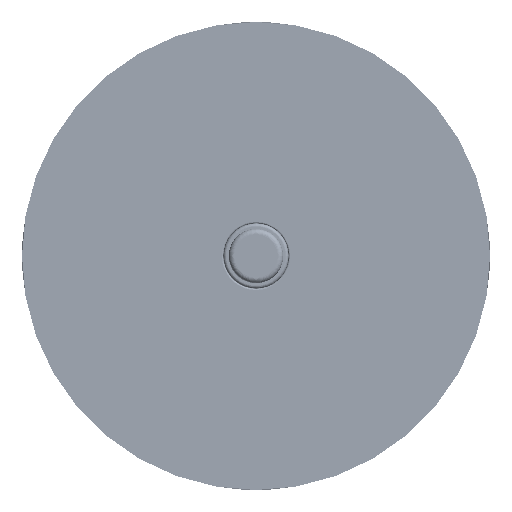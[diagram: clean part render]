
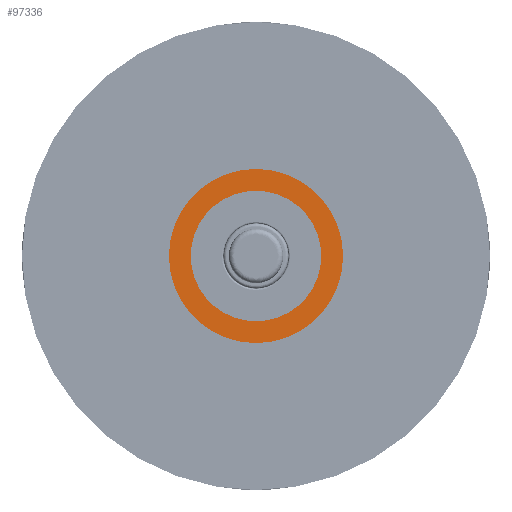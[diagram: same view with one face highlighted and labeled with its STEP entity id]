
A CAD part, left-side view. The second image highlights one B-rep face of the part: STEP entity #97336.
In plain terms, the highlighted planar face has unit normal (-1, 0, 0).
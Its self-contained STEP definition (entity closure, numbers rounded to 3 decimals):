
#871 = AXIS2_PLACEMENT_3D ( 'NONE', #20035, #88919, #51280 ) ;
#3445 = PLANE ( 'NONE',  #56188 ) ;
#7791 = EDGE_CURVE ( 'NONE', #41484, #77886, #17652, .T. ) ;
#17652 = CIRCLE ( 'NONE', #118028, 8. ) ;
#18708 = EDGE_CURVE ( 'NONE', #31905, #18869, #101257, .T. ) ;
#18869 = VERTEX_POINT ( 'NONE', #116176 ) ;
#20035 = CARTESIAN_POINT ( 'NONE',  ( -2.7, 0., 0. ) ) ;
#28554 = CARTESIAN_POINT ( 'NONE',  ( -2.7, 0., 0. ) ) ;
#29739 = DIRECTION ( 'NONE',  ( -1., 0., 0. ) ) ;
#30726 = CARTESIAN_POINT ( 'NONE',  ( -2.7, 0., 0. ) ) ;
#30860 = EDGE_CURVE ( 'NONE', #77886, #41484, #35930, .T. ) ;
#31905 = VERTEX_POINT ( 'NONE', #40289 ) ;
#35930 = CIRCLE ( 'NONE', #110904, 8. ) ;
#40289 = CARTESIAN_POINT ( 'NONE',  ( -2.7, 0., -6. ) ) ;
#41484 = VERTEX_POINT ( 'NONE', #111486 ) ;
#41705 = ORIENTED_EDGE ( 'NONE', *, *, #30860, .T. ) ;
#48407 = FACE_BOUND ( 'NONE', #74292, .T. ) ;
#51280 = DIRECTION ( 'NONE',  ( 0., 0., 1. ) ) ;
#56188 = AXIS2_PLACEMENT_3D ( 'NONE', #87204, #57652, #94668 ) ;
#57652 = DIRECTION ( 'NONE',  ( -1., 0., 0. ) ) ;
#58229 = EDGE_LOOP ( 'NONE', ( #41705, #62944 ) ) ;
#62944 = ORIENTED_EDGE ( 'NONE', *, *, #7791, .T. ) ;
#69487 = DIRECTION ( 'NONE',  ( -1., 0., 0. ) ) ;
#72222 = ORIENTED_EDGE ( 'NONE', *, *, #75184, .F. ) ;
#74292 = EDGE_LOOP ( 'NONE', ( #72222, #120880 ) ) ;
#75184 = EDGE_CURVE ( 'NONE', #18869, #31905, #89902, .T. ) ;
#77886 = VERTEX_POINT ( 'NONE', #88721 ) ;
#85809 = DIRECTION ( 'NONE',  ( 0., 0., 1. ) ) ;
#85969 = AXIS2_PLACEMENT_3D ( 'NONE', #30726, #69487, #116449 ) ;
#87204 = CARTESIAN_POINT ( 'NONE',  ( -2.7, 0., 0. ) ) ;
#88721 = CARTESIAN_POINT ( 'NONE',  ( -2.7, 0., -8. ) ) ;
#88919 = DIRECTION ( 'NONE',  ( -1., 0., 0. ) ) ;
#89902 = CIRCLE ( 'NONE', #85969, 6. ) ;
#90007 = CARTESIAN_POINT ( 'NONE',  ( -2.7, 0., 0. ) ) ;
#94668 = DIRECTION ( 'NONE',  ( 0., 0., 1. ) ) ;
#97336 = ADVANCED_FACE ( 'NONE', ( #48407, #105810 ), #3445, .T. ) ;
#101257 = CIRCLE ( 'NONE', #871, 6. ) ;
#105810 = FACE_OUTER_BOUND ( 'NONE', #58229, .T. ) ;
#109810 = DIRECTION ( 'NONE',  ( 0., 0., 1. ) ) ;
#110904 = AXIS2_PLACEMENT_3D ( 'NONE', #28554, #29739, #85809 ) ;
#111486 = CARTESIAN_POINT ( 'NONE',  ( -2.7, 0., 8. ) ) ;
#116176 = CARTESIAN_POINT ( 'NONE',  ( -2.7, 0., 6. ) ) ;
#116449 = DIRECTION ( 'NONE',  ( 0., 0., 1. ) ) ;
#118028 = AXIS2_PLACEMENT_3D ( 'NONE', #90007, #119052, #109810 ) ;
#119052 = DIRECTION ( 'NONE',  ( -1., 0., 0. ) ) ;
#120880 = ORIENTED_EDGE ( 'NONE', *, *, #18708, .F. ) ;
